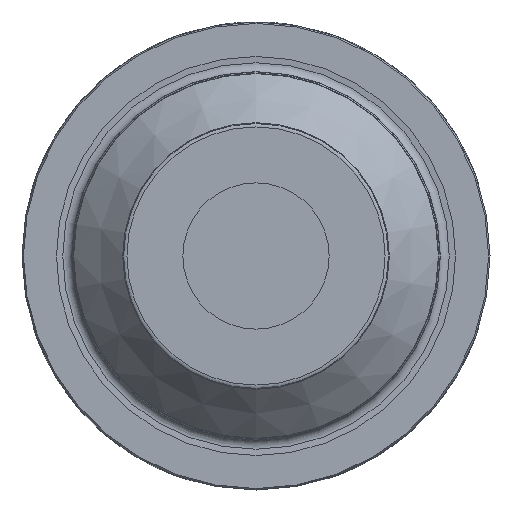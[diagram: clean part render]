
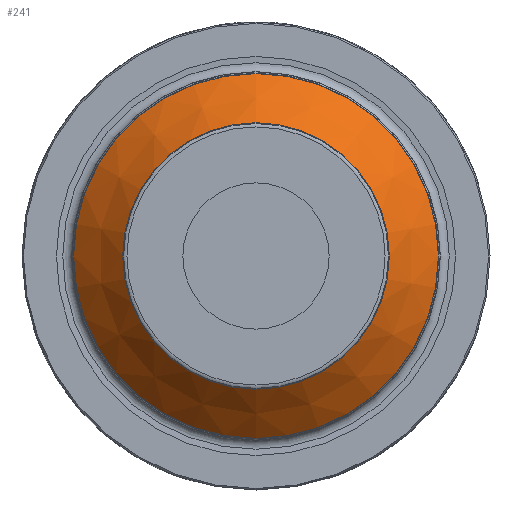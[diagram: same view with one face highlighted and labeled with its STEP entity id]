
A CAD part, left-side view. The second image highlights one B-rep face of the part: STEP entity #241.
In plain terms, the highlighted conical face has half-angle 45 degrees and reference radius 22.781 mm.
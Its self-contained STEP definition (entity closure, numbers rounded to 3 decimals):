
#119=CONICAL_SURFACE('',#762,22.781,45.);
#190=FACE_BOUND('',#356,.T.);
#191=FACE_BOUND('',#357,.T.);
#241=ADVANCED_FACE('',(#190,#191),#119,.T.);
#356=EDGE_LOOP('',(#506));
#357=EDGE_LOOP('',(#507));
#506=ORIENTED_EDGE('',*,*,#659,.T.);
#507=ORIENTED_EDGE('',*,*,#660,.F.);
#582=VERTEX_POINT('',#1701);
#583=VERTEX_POINT('',#1704);
#659=EDGE_CURVE('',#582,#582,#687,.T.);
#660=EDGE_CURVE('',#583,#583,#688,.T.);
#687=CIRCLE('',#759,31.18);
#688=CIRCLE('',#761,22.781);
#759=AXIS2_PLACEMENT_3D('',#1700,#930,#931);
#761=AXIS2_PLACEMENT_3D('',#1703,#934,#935);
#762=AXIS2_PLACEMENT_3D('',#1705,#936,#937);
#930=DIRECTION('',(-1.,0.,0.));
#931=DIRECTION('',(0.,0.,-1.));
#934=DIRECTION('',(-1.,0.,0.));
#935=DIRECTION('',(0.,0.,-1.));
#936=DIRECTION('',(1.,0.,0.));
#937=DIRECTION('',(0.,0.,-1.));
#1700=CARTESIAN_POINT('',(8.68,0.,0.));
#1701=CARTESIAN_POINT('',(8.68,0.,-31.18));
#1703=CARTESIAN_POINT('',(0.281,0.,0.));
#1704=CARTESIAN_POINT('',(0.281,0.,-22.781));
#1705=CARTESIAN_POINT('',(0.281,0.,0.));
